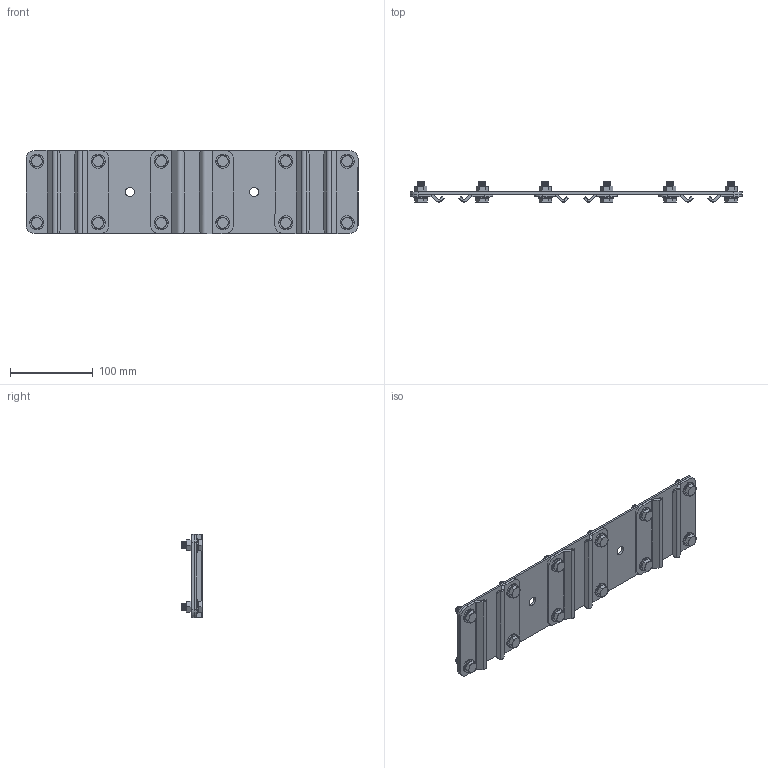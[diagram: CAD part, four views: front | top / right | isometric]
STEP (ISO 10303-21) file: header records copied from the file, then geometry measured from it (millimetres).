
FILE_DESCRIPTION (( 'STEP AP203' ), '1' );
FILE_NAME ('T84115.STEP', '2018-09-18T08:46:19', ( '' ), ( '' ), 'SwSTEP 2.0', 'SolidWorks 2016', '' );
FILE_SCHEMA (( 'CONFIG_CONTROL_DESIGN' ));
Length unit declared in the file: millimetre
Products named in the file (6): TH1273; TH1362; Hex Screw GradeC_Doughty Fastners_ISO 4018 - M8 x 20-WS; A Washer_Bright washer BS 4320 - M8 (Form A); T84115; F936
Assembly tree (43 placements, depth 2):
  T84115
    TH1362
    TH1273  x6
    F936  x12
    A Washer_Bright washer BS 4320 - M8 (Form A)  x12
    Hex Screw GradeC_Doughty Fastners_ISO 4018 - M8 x 20-WS  x12
Bounding box: 400 x 25.68 x 100 mm (x, y, z)
Volume: 223172.2 mm3; surface area: 166957.6 mm2
Topology: 43 solids, 43 shells, 2906 faces, 7488 edges, 4680 vertices
Faces by surface type: cylinder 1388, cone 816, plane 690, bspline 12
Entity records: 11019 total; most frequent: DIRECTION 1837, CARTESIAN_POINT 1675, ORIENTED_EDGE 1514, AXIS2_PLACEMENT_3D 764, EDGE_CURVE 757, VERTEX_POINT 476, CIRCLE 428, EDGE_LOOP 329
